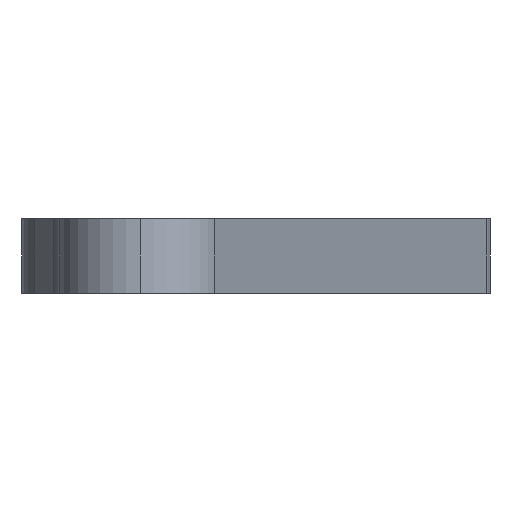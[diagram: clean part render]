
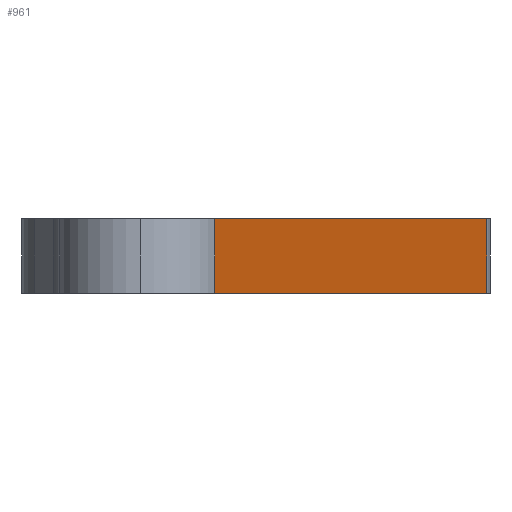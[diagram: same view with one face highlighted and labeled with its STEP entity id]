
A CAD part, left-side view. The second image highlights one B-rep face of the part: STEP entity #961.
In plain terms, the highlighted planar face has unit normal (-0.423, -0.906, 0).
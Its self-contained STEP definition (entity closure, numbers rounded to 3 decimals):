
#35 = EDGE_CURVE ( 'NONE', #315, #1097, #628, .T. ) ;
#77 = DIRECTION ( 'NONE',  ( 0.423, 0.906, 0. ) ) ;
#103 = VECTOR ( 'NONE', #1110, 1000. ) ;
#115 = ORIENTED_EDGE ( 'NONE', *, *, #270, .T. ) ;
#132 = CARTESIAN_POINT ( 'NONE',  ( -134.649, -4.969, 10. ) ) ;
#184 = FACE_OUTER_BOUND ( 'NONE', #338, .T. ) ;
#270 = EDGE_CURVE ( 'NONE', #501, #315, #1135, .T. ) ;
#279 = EDGE_CURVE ( 'NONE', #684, #1097, #759, .T. ) ;
#307 = DIRECTION ( 'NONE',  ( 0., 0., -1. ) ) ;
#314 = CARTESIAN_POINT ( 'NONE',  ( -134.649, -4.969, 0. ) ) ;
#315 = VERTEX_POINT ( 'NONE', #314 ) ;
#338 = EDGE_LOOP ( 'NONE', ( #422, #637, #539, #115 ) ) ;
#348 = CARTESIAN_POINT ( 'NONE',  ( -134.649, -4.969, 10. ) ) ;
#385 = AXIS2_PLACEMENT_3D ( 'NONE', #645, #77, #548 ) ;
#422 = ORIENTED_EDGE ( 'NONE', *, *, #35, .T. ) ;
#471 = CARTESIAN_POINT ( 'NONE',  ( -134.649, -4.969, 0. ) ) ;
#494 = DIRECTION ( 'NONE',  ( 0., 0., -1. ) ) ;
#501 = VERTEX_POINT ( 'NONE', #535 ) ;
#535 = CARTESIAN_POINT ( 'NONE',  ( -134.649, -4.969, 10. ) ) ;
#539 = ORIENTED_EDGE ( 'NONE', *, *, #978, .F. ) ;
#548 = DIRECTION ( 'NONE',  ( -0.906, 0.423, 0. ) ) ;
#628 = LINE ( 'NONE', #471, #103 ) ;
#630 = PLANE ( 'NONE',  #385 ) ;
#637 = ORIENTED_EDGE ( 'NONE', *, *, #279, .F. ) ;
#645 = CARTESIAN_POINT ( 'NONE',  ( -134.649, -4.969, 10. ) ) ;
#665 = CARTESIAN_POINT ( 'NONE',  ( -56.027, -41.632, 10. ) ) ;
#684 = VERTEX_POINT ( 'NONE', #665 ) ;
#695 = VECTOR ( 'NONE', #307, 1000. ) ;
#719 = DIRECTION ( 'NONE',  ( 0.906, -0.423, 0. ) ) ;
#759 = LINE ( 'NONE', #1145, #695 ) ;
#950 = VECTOR ( 'NONE', #494, 1000. ) ;
#961 = ADVANCED_FACE ( 'NONE', ( #184 ), #630, .F. ) ;
#964 = VECTOR ( 'NONE', #719, 1000. ) ;
#978 = EDGE_CURVE ( 'NONE', #501, #684, #1020, .T. ) ;
#1020 = LINE ( 'NONE', #348, #964 ) ;
#1097 = VERTEX_POINT ( 'NONE', #1117 ) ;
#1110 = DIRECTION ( 'NONE',  ( 0.906, -0.423, 0. ) ) ;
#1117 = CARTESIAN_POINT ( 'NONE',  ( -56.027, -41.632, 0. ) ) ;
#1135 = LINE ( 'NONE', #132, #950 ) ;
#1145 = CARTESIAN_POINT ( 'NONE',  ( -56.027, -41.632, 10. ) ) ;
